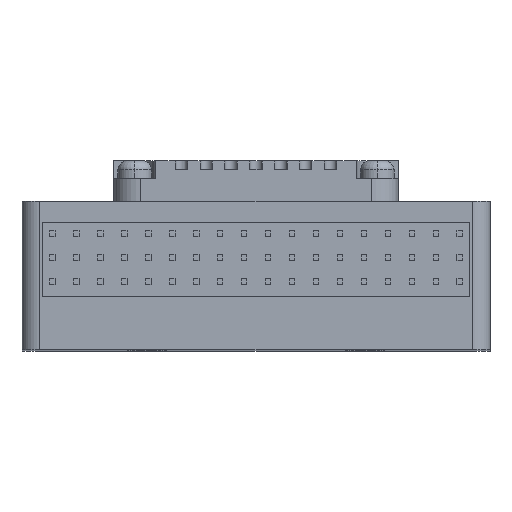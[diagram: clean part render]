
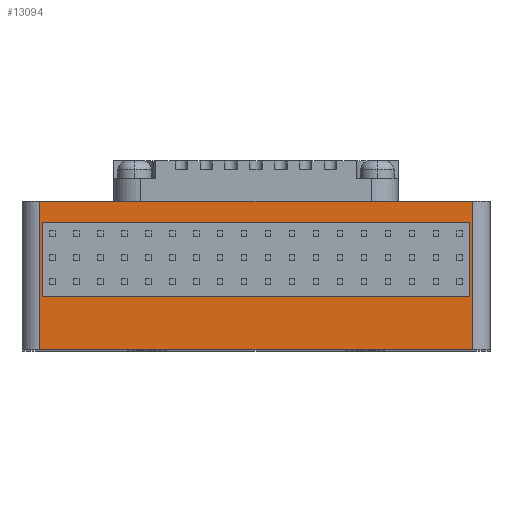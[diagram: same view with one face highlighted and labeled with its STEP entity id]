
A CAD part, top view. The second image highlights one B-rep face of the part: STEP entity #13094.
In plain terms, the highlighted planar face has unit normal (0, 0, 1).
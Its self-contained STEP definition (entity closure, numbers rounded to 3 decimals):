
#171 = CARTESIAN_POINT ( 'NONE',  ( 24.35, 0., 51.75 ) ) ;
#283 = DIRECTION ( 'NONE',  ( 0., 1., 0. ) ) ;
#465 = ORIENTED_EDGE ( 'NONE', *, *, #14225, .T. ) ;
#684 = ORIENTED_EDGE ( 'NONE', *, *, #11504, .F. ) ;
#1122 = LINE ( 'NONE', #17727, #15443 ) ;
#1464 = VECTOR ( 'NONE', #283, 1000. ) ;
#1542 = LINE ( 'NONE', #4547, #7255 ) ;
#1559 = VECTOR ( 'NONE', #9431, 1000. ) ;
#1820 = ORIENTED_EDGE ( 'NONE', *, *, #3895, .T. ) ;
#2493 = ORIENTED_EDGE ( 'NONE', *, *, #11753, .F. ) ;
#2706 = LINE ( 'NONE', #16591, #13508 ) ;
#2726 = VECTOR ( 'NONE', #10204, 1000. ) ;
#2949 = CARTESIAN_POINT ( 'NONE',  ( -24.35, 0., 51.75 ) ) ;
#3013 = LINE ( 'NONE', #7197, #1464 ) ;
#3162 = VERTEX_POINT ( 'NONE', #171 ) ;
#3418 = EDGE_CURVE ( 'NONE', #15392, #8901, #12413, .T. ) ;
#3895 = EDGE_CURVE ( 'NONE', #8901, #8192, #3964, .T. ) ;
#3964 = LINE ( 'NONE', #11038, #5849 ) ;
#4180 = CARTESIAN_POINT ( 'NONE',  ( 24.05, 14.3, 51.75 ) ) ;
#4269 = VERTEX_POINT ( 'NONE', #4180 ) ;
#4439 = DIRECTION ( 'NONE',  ( -1., 0., 0. ) ) ;
#4547 = CARTESIAN_POINT ( 'NONE',  ( 26.35, 0., 51.75 ) ) ;
#4636 = VECTOR ( 'NONE', #17500, 1000. ) ;
#4696 = EDGE_LOOP ( 'NONE', ( #15781, #16364, #5488, #2493 ) ) ;
#5488 = ORIENTED_EDGE ( 'NONE', *, *, #7766, .F. ) ;
#5849 = VECTOR ( 'NONE', #14834, 1000. ) ;
#6109 = CARTESIAN_POINT ( 'NONE',  ( 24.35, 16.7, 51.75 ) ) ;
#6230 = EDGE_CURVE ( 'NONE', #7286, #13357, #14274, .T. ) ;
#6670 = DIRECTION ( 'NONE',  ( 1., 0., 0. ) ) ;
#7097 = DIRECTION ( 'NONE',  ( -1., 0., 0. ) ) ;
#7197 = CARTESIAN_POINT ( 'NONE',  ( 24.35, 16.7, 51.75 ) ) ;
#7255 = VECTOR ( 'NONE', #7097, 1000. ) ;
#7286 = VERTEX_POINT ( 'NONE', #13219 ) ;
#7766 = EDGE_CURVE ( 'NONE', #4269, #7286, #2706, .T. ) ;
#7808 = LINE ( 'NONE', #17769, #4636 ) ;
#8150 = CARTESIAN_POINT ( 'NONE',  ( 26.35, 16.7, 51.75 ) ) ;
#8192 = VERTEX_POINT ( 'NONE', #2949 ) ;
#8866 = CARTESIAN_POINT ( 'NONE',  ( 24.05, 6., 51.75 ) ) ;
#8901 = VERTEX_POINT ( 'NONE', #14806 ) ;
#9431 = DIRECTION ( 'NONE',  ( -1., 0., 0. ) ) ;
#10204 = DIRECTION ( 'NONE',  ( 0., -1., 0. ) ) ;
#11038 = CARTESIAN_POINT ( 'NONE',  ( -24.35, 16.7, 51.75 ) ) ;
#11165 = DIRECTION ( 'NONE',  ( 0., 0., -1. ) ) ;
#11417 = ORIENTED_EDGE ( 'NONE', *, *, #3418, .T. ) ;
#11433 = PLANE ( 'NONE',  #13673 ) ;
#11504 = EDGE_CURVE ( 'NONE', #3162, #8192, #1542, .T. ) ;
#11753 = EDGE_CURVE ( 'NONE', #12478, #4269, #7808, .T. ) ;
#12413 = LINE ( 'NONE', #8150, #1559 ) ;
#12478 = VERTEX_POINT ( 'NONE', #8866 ) ;
#12522 = FACE_BOUND ( 'NONE', #4696, .T. ) ;
#12697 = FACE_OUTER_BOUND ( 'NONE', #16393, .T. ) ;
#13094 = ADVANCED_FACE ( 'NONE', ( #12522, #12697 ), #11433, .F. ) ;
#13219 = CARTESIAN_POINT ( 'NONE',  ( -24.05, 14.3, 51.75 ) ) ;
#13357 = VERTEX_POINT ( 'NONE', #17576 ) ;
#13508 = VECTOR ( 'NONE', #4439, 1000. ) ;
#13673 = AXIS2_PLACEMENT_3D ( 'NONE', #16765, #11165, #13795 ) ;
#13795 = DIRECTION ( 'NONE',  ( -1., 0., 0. ) ) ;
#14225 = EDGE_CURVE ( 'NONE', #3162, #15392, #3013, .T. ) ;
#14274 = LINE ( 'NONE', #17000, #2726 ) ;
#14806 = CARTESIAN_POINT ( 'NONE',  ( -24.35, 16.7, 51.75 ) ) ;
#14834 = DIRECTION ( 'NONE',  ( 0., -1., 0. ) ) ;
#15392 = VERTEX_POINT ( 'NONE', #6109 ) ;
#15443 = VECTOR ( 'NONE', #6670, 1000. ) ;
#15781 = ORIENTED_EDGE ( 'NONE', *, *, #16811, .F. ) ;
#16364 = ORIENTED_EDGE ( 'NONE', *, *, #6230, .F. ) ;
#16393 = EDGE_LOOP ( 'NONE', ( #684, #465, #11417, #1820 ) ) ;
#16591 = CARTESIAN_POINT ( 'NONE',  ( -24.05, 14.3, 51.75 ) ) ;
#16765 = CARTESIAN_POINT ( 'NONE',  ( 26.35, 16.7, 51.75 ) ) ;
#16811 = EDGE_CURVE ( 'NONE', #13357, #12478, #1122, .T. ) ;
#17000 = CARTESIAN_POINT ( 'NONE',  ( -24.05, 14.3, 51.75 ) ) ;
#17500 = DIRECTION ( 'NONE',  ( 0., 1., 0. ) ) ;
#17576 = CARTESIAN_POINT ( 'NONE',  ( -24.05, 6., 51.75 ) ) ;
#17727 = CARTESIAN_POINT ( 'NONE',  ( -24.05, 6., 51.75 ) ) ;
#17769 = CARTESIAN_POINT ( 'NONE',  ( 24.05, 14.3, 51.75 ) ) ;
